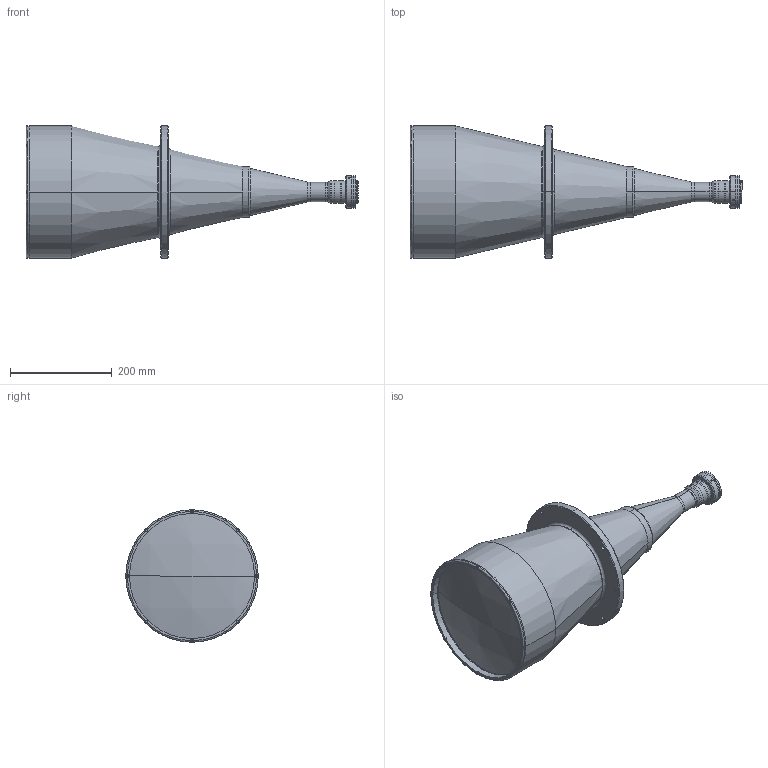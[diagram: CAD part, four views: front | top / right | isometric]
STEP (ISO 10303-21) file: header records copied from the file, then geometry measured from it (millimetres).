
FILE_DESCRIPTION (( 'STEP AP203' ), '1' );
FILE_NAME ('DP32163-A_TC10M192-F.step', '2022-12-06T16:33:14', ( '' ), ( '' ), 'SwSTEP 2.0', 'SolidWorks 2021', '' );
FILE_SCHEMA (( 'CONFIG_CONTROL_DESIGN' ));
Length unit declared in the file: millimetre
Products named in the file (1): DP32163-A_TC10M192-F
Bounding box: 652.66 x 260 x 260 mm (x, y, z)
Surface area: 459050 mm2 (no closed solid volume)
Topology: 0 solids, 32 shells, 208 faces, 669 edges, 475 vertices
Faces by surface type: cylinder 97, plane 55, torus 30, cone 24, sphere 2
Entity records: 7912 total; most frequent: CARTESIAN_POINT 1803, DIRECTION 1385, ORIENTED_EDGE 1033, EDGE_CURVE 669, AXIS2_PLACEMENT_3D 541, VERTEX_POINT 475, CIRCLE 332, VECTOR 303
